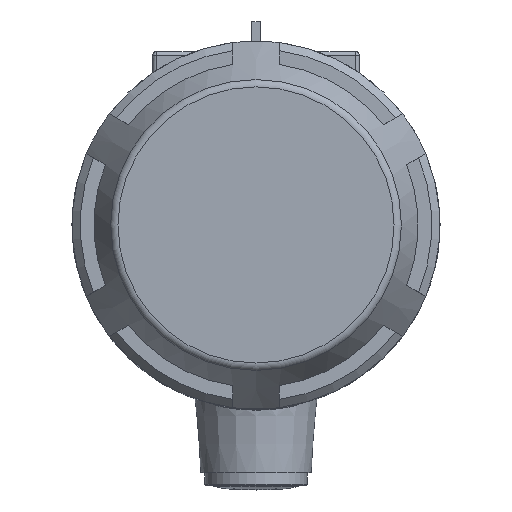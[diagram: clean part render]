
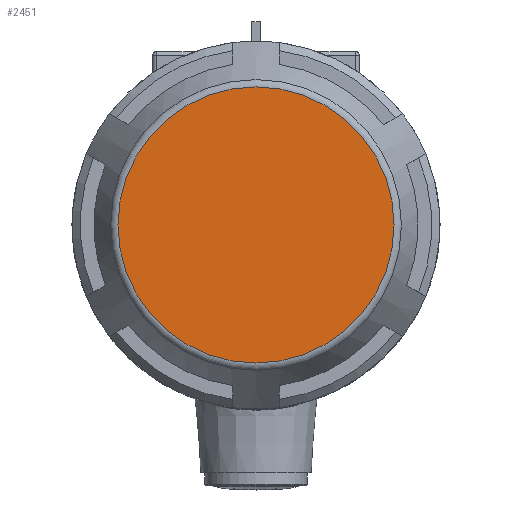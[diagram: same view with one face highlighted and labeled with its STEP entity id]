
A CAD part, top view. The second image highlights one B-rep face of the part: STEP entity #2451.
In plain terms, the highlighted face is planar.
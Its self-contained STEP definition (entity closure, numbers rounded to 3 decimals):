
#2451=ADVANCED_FACE('',(#7331),#7333,.T.);
#7331=FACE_BOUND('',#7332,.T.);
#7332=EDGE_LOOP('',(#12084));
#7333=PLANE('',#7334);
#7334=AXIS2_PLACEMENT_3D('',#7335,#7336,#7337);
#7335=CARTESIAN_POINT('',(40.,0.,0.));
#7336=DIRECTION('',(1.,0.,0.));
#7337=DIRECTION('',(0.,0.,1.));
#12084=ORIENTED_EDGE('',*,*,#14750,.T.);
#14750=EDGE_CURVE('',#16396,#16396,#16397,.T.);
#16396=VERTEX_POINT('',#21806);
#16397=CIRCLE('',#21807,33.764);
#21806=CARTESIAN_POINT('',(40.,0.,33.764));
#21807=AXIS2_PLACEMENT_3D('',#21808,#21809,#21810);
#21808=CARTESIAN_POINT('',(40.,0.,0.));
#21809=DIRECTION('',(1.,0.,0.));
#21810=DIRECTION('',(0.,0.,1.));
